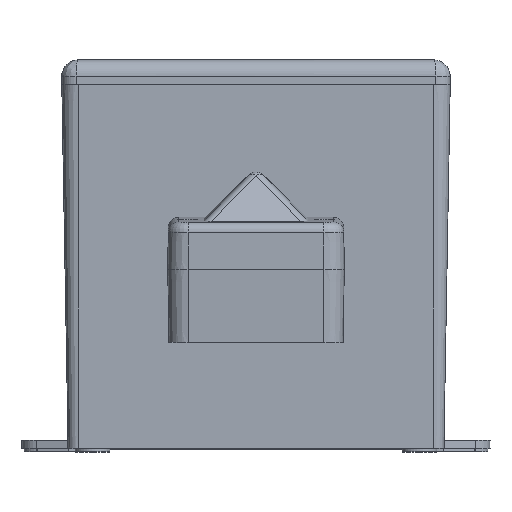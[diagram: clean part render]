
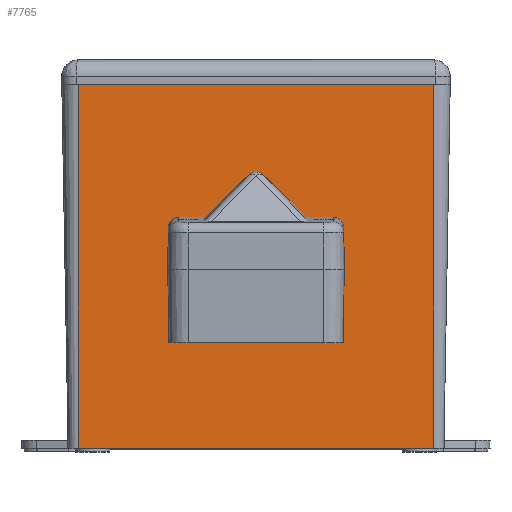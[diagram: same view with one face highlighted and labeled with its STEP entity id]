
A CAD part, top view. The second image highlights one B-rep face of the part: STEP entity #7765.
In plain terms, the highlighted face is planar.
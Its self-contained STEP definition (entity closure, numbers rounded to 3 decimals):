
#315 = FACE_BOUND ( 'NONE', #9942, .T. ) ;
#934 = DIRECTION ( 'NONE',  ( 0., 0.017, -1. ) ) ;
#1113 = ORIENTED_EDGE ( 'NONE', *, *, #4490, .T. ) ;
#1524 = CARTESIAN_POINT ( 'NONE',  ( 0., 92.949, 117.509 ) ) ;
#1759 = CARTESIAN_POINT ( 'NONE',  ( -87., 95., 0. ) ) ;
#1832 = CARTESIAN_POINT ( 'NONE',  ( -87., 95., 0. ) ) ;
#2522 = EDGE_LOOP ( 'NONE', ( #5924, #7081, #10882, #1113 ) ) ;
#3073 = DIRECTION ( 'NONE',  ( 0., 1., 0.017 ) ) ;
#3198 = CARTESIAN_POINT ( 'NONE',  ( 87., 91.893, 178. ) ) ;
#3364 = DIRECTION ( 'NONE',  ( 0., -0.017, 1. ) ) ;
#3576 = EDGE_CURVE ( 'NONE', #10481, #4445, #11016, .T. ) ;
#3700 = DIRECTION ( 'NONE',  ( 0., 0.017, -1. ) ) ;
#4445 = VERTEX_POINT ( 'NONE', #1759 ) ;
#4490 = EDGE_CURVE ( 'NONE', #12475, #10179, #8038, .T. ) ;
#5008 = EDGE_CURVE ( 'NONE', #12475, #10481, #13234, .T. ) ;
#5312 = VECTOR ( 'NONE', #3700, 1000. ) ;
#5443 = VECTOR ( 'NONE', #5633, 1000. ) ;
#5633 = DIRECTION ( 'NONE',  ( -1., 0., 0. ) ) ;
#5924 = ORIENTED_EDGE ( 'NONE', *, *, #11180, .T. ) ;
#6018 = CARTESIAN_POINT ( 'NONE',  ( 87., 95., 0. ) ) ;
#6557 = CARTESIAN_POINT ( 'NONE',  ( -87., 91.893, 178. ) ) ;
#6926 = CARTESIAN_POINT ( 'NONE',  ( 0., 93.132, 107.011 ) ) ;
#7007 = EDGE_CURVE ( 'NONE', #7538, #7538, #7070, .T. ) ;
#7070 = CIRCLE ( 'NONE', #10309, 10.5 ) ;
#7081 = ORIENTED_EDGE ( 'NONE', *, *, #3576, .F. ) ;
#7164 = CARTESIAN_POINT ( 'NONE',  ( -87., 91.893, 178. ) ) ;
#7538 = VERTEX_POINT ( 'NONE', #1524 ) ;
#7765 = ADVANCED_FACE ( 'NONE', ( #315, #11482 ), #10731, .T. ) ;
#7885 = CARTESIAN_POINT ( 'NONE',  ( 87., 95., 0. ) ) ;
#8038 = LINE ( 'NONE', #6018, #12424 ) ;
#8442 = CARTESIAN_POINT ( 'NONE',  ( -87., 95., 0. ) ) ;
#8584 = AXIS2_PLACEMENT_3D ( 'NONE', #8442, #10535, #3364 ) ;
#9942 = EDGE_LOOP ( 'NONE', ( #13053 ) ) ;
#10174 = DIRECTION ( 'NONE',  ( 0., -0.017, 1. ) ) ;
#10179 = VERTEX_POINT ( 'NONE', #7885 ) ;
#10309 = AXIS2_PLACEMENT_3D ( 'NONE', #6926, #3073, #10174 ) ;
#10481 = VERTEX_POINT ( 'NONE', #6557 ) ;
#10535 = DIRECTION ( 'NONE',  ( 0., 1., 0.017 ) ) ;
#10731 = PLANE ( 'NONE',  #8584 ) ;
#10882 = ORIENTED_EDGE ( 'NONE', *, *, #5008, .F. ) ;
#10962 = CARTESIAN_POINT ( 'NONE',  ( -87., 95., 0. ) ) ;
#11016 = LINE ( 'NONE', #1832, #5312 ) ;
#11180 = EDGE_CURVE ( 'NONE', #10179, #4445, #11711, .T. ) ;
#11378 = VECTOR ( 'NONE', #12227, 1000. ) ;
#11482 = FACE_OUTER_BOUND ( 'NONE', #2522, .T. ) ;
#11711 = LINE ( 'NONE', #10962, #5443 ) ;
#12227 = DIRECTION ( 'NONE',  ( -1., 0., 0. ) ) ;
#12424 = VECTOR ( 'NONE', #934, 1000. ) ;
#12475 = VERTEX_POINT ( 'NONE', #3198 ) ;
#13053 = ORIENTED_EDGE ( 'NONE', *, *, #7007, .F. ) ;
#13234 = LINE ( 'NONE', #7164, #11378 ) ;
